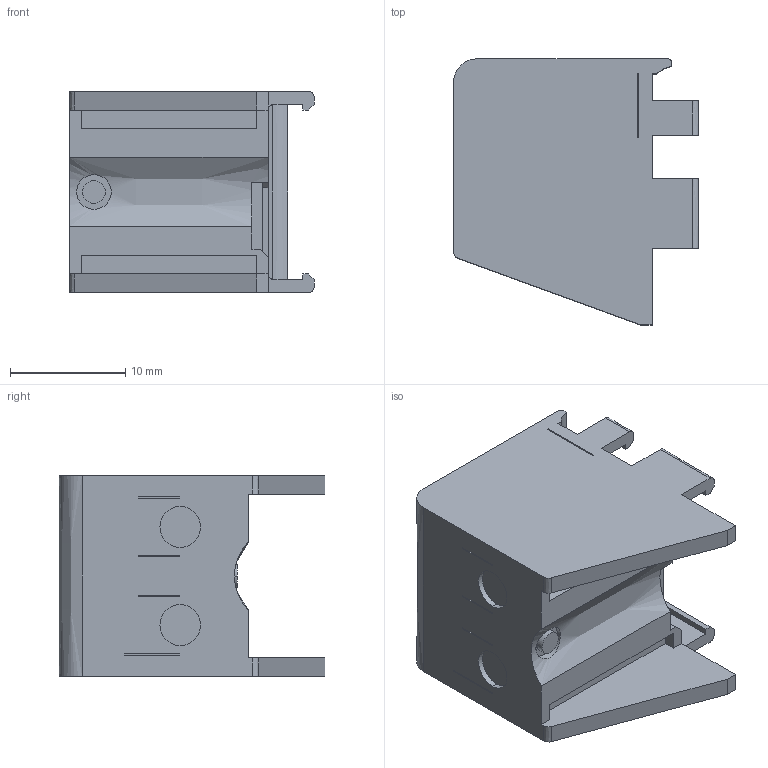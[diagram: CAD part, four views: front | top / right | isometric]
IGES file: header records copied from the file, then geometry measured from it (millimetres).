
Start section:  PTC IGES file: ghs2001970-_sw0001.igs
Global section: file name: ghs2001970-_sw0001.igs; native system: Creo Elements/Pro by Parametric Technology Corporation; preprocessor: 2011080; author: DEU123579; organization: Unknown; date: 20110728.133441; units: millimetre
Bounding box: 21.2 x 23.05 x 17.4 mm (x, y, z)
Surface area: 2386.1 mm2 (no closed solid volume)
Topology: 0 solids, 0 shells, 124 faces, 650 edges, 650 vertices
Faces by surface type: bspline 124
